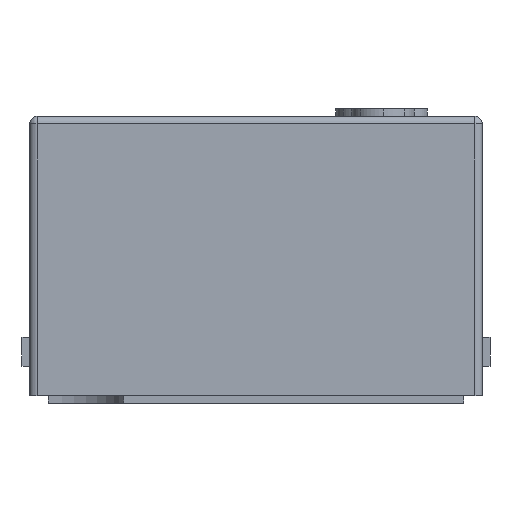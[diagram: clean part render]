
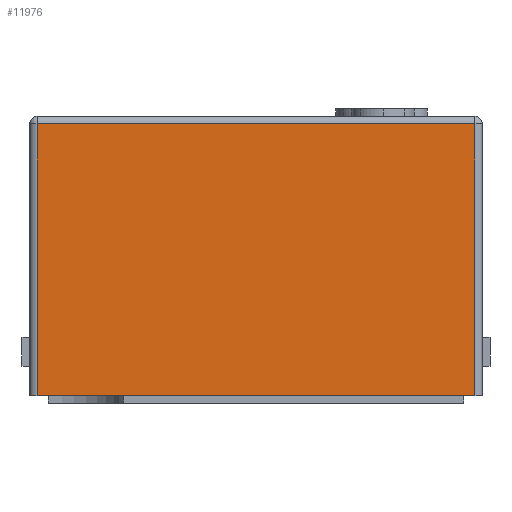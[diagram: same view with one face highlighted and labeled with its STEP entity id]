
A CAD part, left-side view. The second image highlights one B-rep face of the part: STEP entity #11976.
In plain terms, the highlighted planar face has unit normal (-1, 0, 0).
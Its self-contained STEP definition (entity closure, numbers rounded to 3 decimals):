
#788 = DIRECTION ( 'NONE',  ( 1., 0., 0. ) ) ;
#1325 = DIRECTION ( 'NONE',  ( 0., -1., 0. ) ) ;
#1495 = EDGE_CURVE ( 'NONE', #15592, #2335, #1661, .T. ) ;
#1661 = LINE ( 'NONE', #11341, #6401 ) ;
#1967 = EDGE_LOOP ( 'NONE', ( #14154, #10963, #3115, #15301 ) ) ;
#2184 = CARTESIAN_POINT ( 'NONE',  ( -0.5, -0.29, 0. ) ) ;
#2335 = VERTEX_POINT ( 'NONE', #2184 ) ;
#2383 = EDGE_CURVE ( 'NONE', #6732, #6824, #10655, .T. ) ;
#2797 = PLANE ( 'NONE',  #4384 ) ;
#2812 = CARTESIAN_POINT ( 'NONE',  ( -0.5, 0.29, 0.37 ) ) ;
#3073 = CARTESIAN_POINT ( 'NONE',  ( -0.5, 0.29, 0. ) ) ;
#3115 = ORIENTED_EDGE ( 'NONE', *, *, #2383, .T. ) ;
#3982 = FACE_OUTER_BOUND ( 'NONE', #1967, .T. ) ;
#4294 = CARTESIAN_POINT ( 'NONE',  ( -0.5, 0.3, 0.37 ) ) ;
#4304 = VECTOR ( 'NONE', #4714, 1000. ) ;
#4384 = AXIS2_PLACEMENT_3D ( 'NONE', #4294, #788, #11420 ) ;
#4714 = DIRECTION ( 'NONE',  ( 0., 1., 0. ) ) ;
#6099 = CARTESIAN_POINT ( 'NONE',  ( -0.5, -0.29, 0.37 ) ) ;
#6120 = CARTESIAN_POINT ( 'NONE',  ( -0.5, -0.29, 0.36 ) ) ;
#6178 = DIRECTION ( 'NONE',  ( 0., 0., 1. ) ) ;
#6343 = EDGE_CURVE ( 'NONE', #2335, #6732, #7346, .T. ) ;
#6401 = VECTOR ( 'NONE', #1325, 1000. ) ;
#6732 = VERTEX_POINT ( 'NONE', #6120 ) ;
#6824 = VERTEX_POINT ( 'NONE', #14745 ) ;
#7337 = VECTOR ( 'NONE', #8765, 1000. ) ;
#7346 = LINE ( 'NONE', #6099, #13064 ) ;
#8765 = DIRECTION ( 'NONE',  ( 0., 0., -1. ) ) ;
#10655 = LINE ( 'NONE', #15563, #4304 ) ;
#10963 = ORIENTED_EDGE ( 'NONE', *, *, #6343, .T. ) ;
#11341 = CARTESIAN_POINT ( 'NONE',  ( -0.5, 0.3, 0. ) ) ;
#11420 = DIRECTION ( 'NONE',  ( 0., 1., 0. ) ) ;
#11976 = ADVANCED_FACE ( 'NONE', ( #3982 ), #2797, .F. ) ;
#12476 = LINE ( 'NONE', #2812, #7337 ) ;
#13064 = VECTOR ( 'NONE', #6178, 1000. ) ;
#13132 = EDGE_CURVE ( 'NONE', #6824, #15592, #12476, .T. ) ;
#14154 = ORIENTED_EDGE ( 'NONE', *, *, #1495, .T. ) ;
#14745 = CARTESIAN_POINT ( 'NONE',  ( -0.5, 0.29, 0.36 ) ) ;
#15301 = ORIENTED_EDGE ( 'NONE', *, *, #13132, .T. ) ;
#15563 = CARTESIAN_POINT ( 'NONE',  ( -0.5, 0.3, 0.36 ) ) ;
#15592 = VERTEX_POINT ( 'NONE', #3073 ) ;
